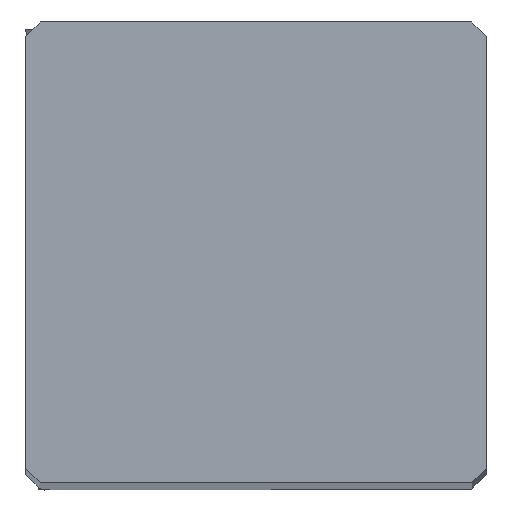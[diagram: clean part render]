
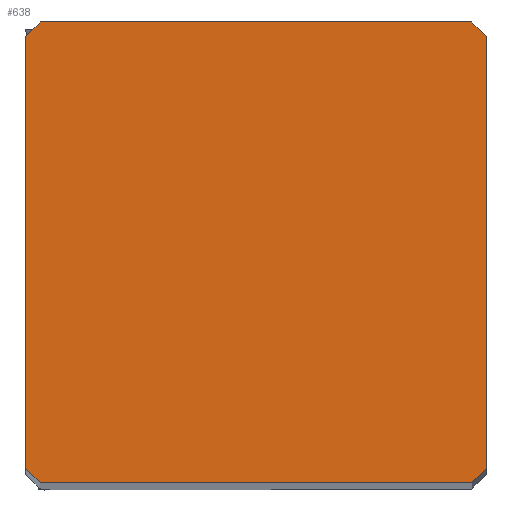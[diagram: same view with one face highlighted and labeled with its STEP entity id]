
A CAD part, top view. The second image highlights one B-rep face of the part: STEP entity #638.
In plain terms, the highlighted planar face has unit normal (0, 0, 1).
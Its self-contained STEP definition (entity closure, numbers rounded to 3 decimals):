
#556=FACE_OUTER_BOUND('',#771,.T.);
#638=ADVANCED_FACE('',(#556),#711,.T.);
#711=PLANE('',#2265);
#771=EDGE_LOOP('',(#974,#975,#976,#977,#978,#979,#980,#981));
#974=ORIENTED_EDGE('',*,*,#1544,.F.);
#975=ORIENTED_EDGE('',*,*,#1545,.F.);
#976=ORIENTED_EDGE('',*,*,#1497,.T.);
#977=ORIENTED_EDGE('',*,*,#1546,.F.);
#978=ORIENTED_EDGE('',*,*,#1543,.F.);
#979=ORIENTED_EDGE('',*,*,#1547,.F.);
#980=ORIENTED_EDGE('',*,*,#1548,.T.);
#981=ORIENTED_EDGE('',*,*,#1549,.F.);
#1328=VERTEX_POINT('',#2983);
#1329=VERTEX_POINT('',#2985);
#1367=VERTEX_POINT('',#3090);
#1368=VERTEX_POINT('',#3093);
#1369=VERTEX_POINT('',#3097);
#1370=VERTEX_POINT('',#3098);
#1371=VERTEX_POINT('',#3102);
#1372=VERTEX_POINT('',#3104);
#1497=EDGE_CURVE('',#1329,#1328,#1857,.T.);
#1543=EDGE_CURVE('',#1368,#1367,#1886,.T.);
#1544=EDGE_CURVE('',#1369,#1370,#1887,.T.);
#1545=EDGE_CURVE('',#1329,#1369,#1888,.T.);
#1546=EDGE_CURVE('',#1367,#1328,#1889,.T.);
#1547=EDGE_CURVE('',#1371,#1368,#1890,.T.);
#1548=EDGE_CURVE('',#1371,#1372,#1891,.T.);
#1549=EDGE_CURVE('',#1370,#1372,#1892,.T.);
#1857=LINE('',#2984,#1980);
#1886=LINE('',#3094,#2009);
#1887=LINE('',#3096,#2010);
#1888=LINE('',#3099,#2011);
#1889=LINE('',#3100,#2012);
#1890=LINE('',#3101,#2013);
#1891=LINE('',#3103,#2014);
#1892=LINE('',#3105,#2015);
#1980=VECTOR('',#2507,1.);
#2009=VECTOR('',#2578,1.);
#2010=VECTOR('',#2581,1.);
#2011=VECTOR('',#2582,1.);
#2012=VECTOR('',#2583,1.);
#2013=VECTOR('',#2584,1.);
#2014=VECTOR('',#2585,1.);
#2015=VECTOR('',#2586,1.);
#2265=AXIS2_PLACEMENT_3D('',#3106,#2587,#2588);
#2507=DIRECTION('',(1.,0.,0.));
#2578=DIRECTION('',(0.,-1.,0.));
#2581=DIRECTION('',(0.,1.,0.));
#2582=DIRECTION('',(-0.707,0.707,0.));
#2583=DIRECTION('',(-0.707,-0.707,0.));
#2584=DIRECTION('',(0.707,-0.707,0.));
#2585=DIRECTION('',(-1.,0.,0.));
#2586=DIRECTION('',(0.707,0.707,0.));
#2587=DIRECTION('',(0.,0.,1.));
#2588=DIRECTION('',(1.,0.,0.));
#2983=CARTESIAN_POINT('',(-0.5,0.,0.));
#2984=CARTESIAN_POINT('',(-15.5,0.,0.));
#2985=CARTESIAN_POINT('',(-15.5,0.,0.));
#3090=CARTESIAN_POINT('',(0.,0.5,0.));
#3093=CARTESIAN_POINT('',(0.,15.5,0.));
#3094=CARTESIAN_POINT('',(0.,15.5,0.));
#3096=CARTESIAN_POINT('',(-16.,0.5,0.));
#3097=CARTESIAN_POINT('',(-16.,0.5,0.));
#3098=CARTESIAN_POINT('',(-16.,15.5,0.));
#3099=CARTESIAN_POINT('',(-15.5,0.,0.));
#3100=CARTESIAN_POINT('',(0.,0.5,0.));
#3101=CARTESIAN_POINT('',(-0.5,16.,0.));
#3102=CARTESIAN_POINT('',(-0.5,16.,0.));
#3103=CARTESIAN_POINT('',(-0.5,16.,0.));
#3104=CARTESIAN_POINT('',(-15.5,16.,0.));
#3105=CARTESIAN_POINT('',(-16.,15.5,0.));
#3106=CARTESIAN_POINT('',(-8.,8.,0.));
